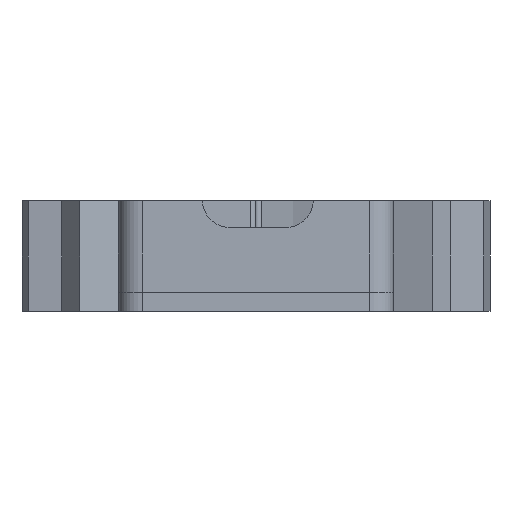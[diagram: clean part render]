
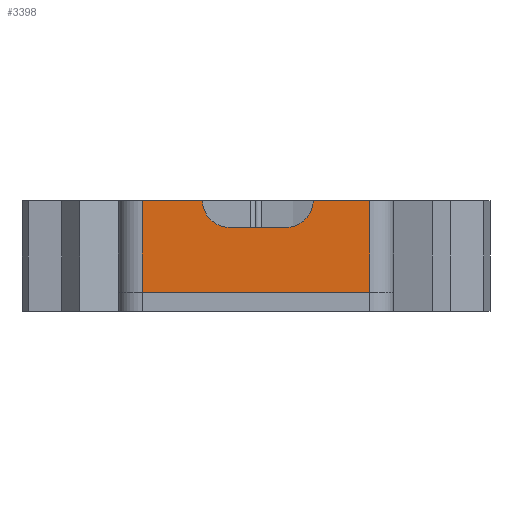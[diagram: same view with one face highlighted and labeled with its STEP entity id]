
A CAD part, left-side view. The second image highlights one B-rep face of the part: STEP entity #3398.
In plain terms, the highlighted planar face has unit normal (-1, 0, 0).
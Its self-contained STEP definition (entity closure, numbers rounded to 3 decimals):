
#72 = PLANE('',#73);
#73 = AXIS2_PLACEMENT_3D('',#74,#75,#76);
#74 = CARTESIAN_POINT('',(41.434,18.288,14.732));
#75 = DIRECTION('',(0.,0.,1.));
#76 = DIRECTION('',(0.,1.,0.));
#672 = VERTEX_POINT('',#673);
#673 = CARTESIAN_POINT('',(0.,10.668,14.732));
#687 = CYLINDRICAL_SURFACE('',#688,3.556);
#688 = AXIS2_PLACEMENT_3D('',#689,#690,#691);
#689 = CARTESIAN_POINT('',(0.,14.224,14.732));
#690 = DIRECTION('',(-1.,0.,0.));
#691 = DIRECTION('',(0.,-1.,0.));
#699 = EDGE_CURVE('',#672,#700,#702,.T.);
#700 = VERTEX_POINT('',#701);
#701 = CARTESIAN_POINT('',(0.,3.175,14.732));
#702 = SURFACE_CURVE('',#703,(#707,#714),.PCURVE_S1.);
#703 = LINE('',#704,#705);
#704 = CARTESIAN_POINT('',(0.,36.576,14.732));
#705 = VECTOR('',#706,1.);
#706 = DIRECTION('',(0.,-1.,0.));
#707 = PCURVE('',#72,#708);
#708 = DEFINITIONAL_REPRESENTATION('',(#709),#713);
#709 = LINE('',#710,#711);
#710 = CARTESIAN_POINT('',(18.288,41.434));
#711 = VECTOR('',#712,1.);
#712 = DIRECTION('',(-1.,0.));
#713 = ( GEOMETRIC_REPRESENTATION_CONTEXT(2) 
PARAMETRIC_REPRESENTATION_CONTEXT() REPRESENTATION_CONTEXT('2D SPACE',''
  ) );
#714 = PCURVE('',#715,#720);
#715 = PLANE('',#716);
#716 = AXIS2_PLACEMENT_3D('',#717,#718,#719);
#717 = CARTESIAN_POINT('',(0.,36.576,2.54));
#718 = DIRECTION('',(1.,0.,0.));
#719 = DIRECTION('',(0.,-1.,0.));
#720 = DEFINITIONAL_REPRESENTATION('',(#721),#725);
#721 = LINE('',#722,#723);
#722 = CARTESIAN_POINT('',(0.,-12.192));
#723 = VECTOR('',#724,1.);
#724 = DIRECTION('',(1.,0.));
#725 = ( GEOMETRIC_REPRESENTATION_CONTEXT(2) 
PARAMETRIC_REPRESENTATION_CONTEXT() REPRESENTATION_CONTEXT('2D SPACE',''
  ) );
#748 = CYLINDRICAL_SURFACE('',#749,3.175);
#749 = AXIS2_PLACEMENT_3D('',#750,#751,#752);
#750 = CARTESIAN_POINT('',(3.175,3.175,2.54));
#751 = DIRECTION('',(0.,0.,1.));
#752 = DIRECTION('',(0.,-1.,0.));
#1532 = VERTEX_POINT('',#1533);
#1533 = CARTESIAN_POINT('',(0.,33.401,14.732));
#1552 = CYLINDRICAL_SURFACE('',#1553,3.175);
#1553 = AXIS2_PLACEMENT_3D('',#1554,#1555,#1556);
#1554 = CARTESIAN_POINT('',(3.175,33.401,2.54));
#1555 = DIRECTION('',(0.,0.,1.));
#1556 = DIRECTION('',(-1.,0.,0.));
#1564 = EDGE_CURVE('',#1532,#1565,#1567,.T.);
#1565 = VERTEX_POINT('',#1566);
#1566 = CARTESIAN_POINT('',(0.,25.4,14.732));
#1567 = SURFACE_CURVE('',#1568,(#1572,#1579),.PCURVE_S1.);
#1568 = LINE('',#1569,#1570);
#1569 = CARTESIAN_POINT('',(0.,36.576,14.732));
#1570 = VECTOR('',#1571,1.);
#1571 = DIRECTION('',(0.,-1.,0.));
#1572 = PCURVE('',#72,#1573);
#1573 = DEFINITIONAL_REPRESENTATION('',(#1574),#1578);
#1574 = LINE('',#1575,#1576);
#1575 = CARTESIAN_POINT('',(18.288,41.434));
#1576 = VECTOR('',#1577,1.);
#1577 = DIRECTION('',(-1.,0.));
#1578 = ( GEOMETRIC_REPRESENTATION_CONTEXT(2) 
PARAMETRIC_REPRESENTATION_CONTEXT() REPRESENTATION_CONTEXT('2D SPACE',''
  ) );
#1579 = PCURVE('',#715,#1580);
#1580 = DEFINITIONAL_REPRESENTATION('',(#1581),#1585);
#1581 = LINE('',#1582,#1583);
#1582 = CARTESIAN_POINT('',(0.,-12.192));
#1583 = VECTOR('',#1584,1.);
#1584 = DIRECTION('',(1.,0.));
#1585 = ( GEOMETRIC_REPRESENTATION_CONTEXT(2) 
PARAMETRIC_REPRESENTATION_CONTEXT() REPRESENTATION_CONTEXT('2D SPACE',''
  ) );
#1603 = CYLINDRICAL_SURFACE('',#1604,3.556);
#1604 = AXIS2_PLACEMENT_3D('',#1605,#1606,#1607);
#1605 = CARTESIAN_POINT('',(0.,21.844,14.732));
#1606 = DIRECTION('',(-1.,0.,0.));
#1607 = DIRECTION('',(0.,-1.,0.));
#1838 = PLANE('',#1839);
#1839 = AXIS2_PLACEMENT_3D('',#1840,#1841,#1842);
#1840 = CARTESIAN_POINT('',(0.,21.844,11.176));
#1841 = DIRECTION('',(0.,0.,-1.));
#1842 = DIRECTION('',(0.,-1.,0.));
#3141 = EDGE_CURVE('',#1565,#3142,#3144,.T.);
#3142 = VERTEX_POINT('',#3143);
#3143 = CARTESIAN_POINT('',(0.,21.844,11.176));
#3144 = SURFACE_CURVE('',#3145,(#3150,#3157),.PCURVE_S1.);
#3145 = CIRCLE('',#3146,3.556);
#3146 = AXIS2_PLACEMENT_3D('',#3147,#3148,#3149);
#3147 = CARTESIAN_POINT('',(0.,21.844,14.732));
#3148 = DIRECTION('',(-1.,0.,0.));
#3149 = DIRECTION('',(0.,-1.,0.));
#3150 = PCURVE('',#1603,#3151);
#3151 = DEFINITIONAL_REPRESENTATION('',(#3152),#3156);
#3152 = LINE('',#3153,#3154);
#3153 = CARTESIAN_POINT('',(0.,0.));
#3154 = VECTOR('',#3155,1.);
#3155 = DIRECTION('',(1.,0.));
#3156 = ( GEOMETRIC_REPRESENTATION_CONTEXT(2) 
PARAMETRIC_REPRESENTATION_CONTEXT() REPRESENTATION_CONTEXT('2D SPACE',''
  ) );
#3157 = PCURVE('',#715,#3158);
#3158 = DEFINITIONAL_REPRESENTATION('',(#3159),#3167);
#3159 = ( BOUNDED_CURVE() B_SPLINE_CURVE(2,(#3160,#3161,#3162,#3163,
#3164,#3165,#3166),.UNSPECIFIED.,.T.,.F.) B_SPLINE_CURVE_WITH_KNOTS((1,2
    ,2,2,2,1),(-2.094,0.,2.094,4.189,
6.283,8.378),.UNSPECIFIED.) CURVE() 
GEOMETRIC_REPRESENTATION_ITEM() RATIONAL_B_SPLINE_CURVE((1.,0.5,1.,0.5,
1.,0.5,1.)) REPRESENTATION_ITEM('') );
#3160 = CARTESIAN_POINT('',(18.288,-12.192));
#3161 = CARTESIAN_POINT('',(18.288,-18.351));
#3162 = CARTESIAN_POINT('',(12.954,-15.272));
#3163 = CARTESIAN_POINT('',(7.62,-12.192));
#3164 = CARTESIAN_POINT('',(12.954,-9.112));
#3165 = CARTESIAN_POINT('',(18.288,-6.033));
#3166 = CARTESIAN_POINT('',(18.288,-12.192));
#3167 = ( GEOMETRIC_REPRESENTATION_CONTEXT(2) 
PARAMETRIC_REPRESENTATION_CONTEXT() REPRESENTATION_CONTEXT('2D SPACE',''
  ) );
#3398 = ADVANCED_FACE('',(#3399),#715,.F.);
#3399 = FACE_BOUND('',#3400,.F.);
#3400 = EDGE_LOOP('',(#3401,#3431,#3452,#3453,#3454,#3477,#3503,#3504));
#3401 = ORIENTED_EDGE('',*,*,#3402,.F.);
#3402 = EDGE_CURVE('',#3403,#3405,#3407,.T.);
#3403 = VERTEX_POINT('',#3404);
#3404 = CARTESIAN_POINT('',(0.,33.401,2.54));
#3405 = VERTEX_POINT('',#3406);
#3406 = CARTESIAN_POINT('',(0.,3.175,2.54));
#3407 = SURFACE_CURVE('',#3408,(#3412,#3419),.PCURVE_S1.);
#3408 = LINE('',#3409,#3410);
#3409 = CARTESIAN_POINT('',(0.,36.576,2.54));
#3410 = VECTOR('',#3411,1.);
#3411 = DIRECTION('',(0.,-1.,0.));
#3412 = PCURVE('',#715,#3413);
#3413 = DEFINITIONAL_REPRESENTATION('',(#3414),#3418);
#3414 = LINE('',#3415,#3416);
#3415 = CARTESIAN_POINT('',(0.,0.));
#3416 = VECTOR('',#3417,1.);
#3417 = DIRECTION('',(1.,0.));
#3418 = ( GEOMETRIC_REPRESENTATION_CONTEXT(2) 
PARAMETRIC_REPRESENTATION_CONTEXT() REPRESENTATION_CONTEXT('2D SPACE',''
  ) );
#3419 = PCURVE('',#3420,#3425);
#3420 = PLANE('',#3421);
#3421 = AXIS2_PLACEMENT_3D('',#3422,#3423,#3424);
#3422 = CARTESIAN_POINT('',(0.,36.576,0.));
#3423 = DIRECTION('',(1.,0.,0.));
#3424 = DIRECTION('',(0.,-1.,0.));
#3425 = DEFINITIONAL_REPRESENTATION('',(#3426),#3430);
#3426 = LINE('',#3427,#3428);
#3427 = CARTESIAN_POINT('',(0.,-2.54));
#3428 = VECTOR('',#3429,1.);
#3429 = DIRECTION('',(1.,0.));
#3430 = ( GEOMETRIC_REPRESENTATION_CONTEXT(2) 
PARAMETRIC_REPRESENTATION_CONTEXT() REPRESENTATION_CONTEXT('2D SPACE',''
  ) );
#3431 = ORIENTED_EDGE('',*,*,#3432,.T.);
#3432 = EDGE_CURVE('',#3403,#1532,#3433,.T.);
#3433 = SURFACE_CURVE('',#3434,(#3438,#3445),.PCURVE_S1.);
#3434 = LINE('',#3435,#3436);
#3435 = CARTESIAN_POINT('',(0.,33.401,2.54));
#3436 = VECTOR('',#3437,1.);
#3437 = DIRECTION('',(0.,0.,1.));
#3438 = PCURVE('',#715,#3439);
#3439 = DEFINITIONAL_REPRESENTATION('',(#3440),#3444);
#3440 = LINE('',#3441,#3442);
#3441 = CARTESIAN_POINT('',(3.175,0.));
#3442 = VECTOR('',#3443,1.);
#3443 = DIRECTION('',(0.,-1.));
#3444 = ( GEOMETRIC_REPRESENTATION_CONTEXT(2) 
PARAMETRIC_REPRESENTATION_CONTEXT() REPRESENTATION_CONTEXT('2D SPACE',''
  ) );
#3445 = PCURVE('',#1552,#3446);
#3446 = DEFINITIONAL_REPRESENTATION('',(#3447),#3451);
#3447 = LINE('',#3448,#3449);
#3448 = CARTESIAN_POINT('',(-0.,0.));
#3449 = VECTOR('',#3450,1.);
#3450 = DIRECTION('',(-0.,1.));
#3451 = ( GEOMETRIC_REPRESENTATION_CONTEXT(2) 
PARAMETRIC_REPRESENTATION_CONTEXT() REPRESENTATION_CONTEXT('2D SPACE',''
  ) );
#3452 = ORIENTED_EDGE('',*,*,#1564,.T.);
#3453 = ORIENTED_EDGE('',*,*,#3141,.T.);
#3454 = ORIENTED_EDGE('',*,*,#3455,.T.);
#3455 = EDGE_CURVE('',#3142,#3456,#3458,.T.);
#3456 = VERTEX_POINT('',#3457);
#3457 = CARTESIAN_POINT('',(0.,14.224,11.176));
#3458 = SURFACE_CURVE('',#3459,(#3463,#3470),.PCURVE_S1.);
#3459 = LINE('',#3460,#3461);
#3460 = CARTESIAN_POINT('',(0.,21.844,11.176));
#3461 = VECTOR('',#3462,1.);
#3462 = DIRECTION('',(0.,-1.,0.));
#3463 = PCURVE('',#715,#3464);
#3464 = DEFINITIONAL_REPRESENTATION('',(#3465),#3469);
#3465 = LINE('',#3466,#3467);
#3466 = CARTESIAN_POINT('',(14.732,-8.636));
#3467 = VECTOR('',#3468,1.);
#3468 = DIRECTION('',(1.,0.));
#3469 = ( GEOMETRIC_REPRESENTATION_CONTEXT(2) 
PARAMETRIC_REPRESENTATION_CONTEXT() REPRESENTATION_CONTEXT('2D SPACE',''
  ) );
#3470 = PCURVE('',#1838,#3471);
#3471 = DEFINITIONAL_REPRESENTATION('',(#3472),#3476);
#3472 = LINE('',#3473,#3474);
#3473 = CARTESIAN_POINT('',(0.,-0.));
#3474 = VECTOR('',#3475,1.);
#3475 = DIRECTION('',(1.,0.));
#3476 = ( GEOMETRIC_REPRESENTATION_CONTEXT(2) 
PARAMETRIC_REPRESENTATION_CONTEXT() REPRESENTATION_CONTEXT('2D SPACE',''
  ) );
#3477 = ORIENTED_EDGE('',*,*,#3478,.T.);
#3478 = EDGE_CURVE('',#3456,#672,#3479,.T.);
#3479 = SURFACE_CURVE('',#3480,(#3485,#3496),.PCURVE_S1.);
#3480 = CIRCLE('',#3481,3.556);
#3481 = AXIS2_PLACEMENT_3D('',#3482,#3483,#3484);
#3482 = CARTESIAN_POINT('',(0.,14.224,14.732));
#3483 = DIRECTION('',(-1.,0.,0.));
#3484 = DIRECTION('',(0.,-1.,0.));
#3485 = PCURVE('',#715,#3486);
#3486 = DEFINITIONAL_REPRESENTATION('',(#3487),#3495);
#3487 = ( BOUNDED_CURVE() B_SPLINE_CURVE(2,(#3488,#3489,#3490,#3491,
#3492,#3493,#3494),.UNSPECIFIED.,.T.,.F.) B_SPLINE_CURVE_WITH_KNOTS((1,2
    ,2,2,2,1),(-2.094,0.,2.094,4.189,
6.283,8.378),.UNSPECIFIED.) CURVE() 
GEOMETRIC_REPRESENTATION_ITEM() RATIONAL_B_SPLINE_CURVE((1.,0.5,1.,0.5,
1.,0.5,1.)) REPRESENTATION_ITEM('') );
#3488 = CARTESIAN_POINT('',(25.908,-12.192));
#3489 = CARTESIAN_POINT('',(25.908,-18.351));
#3490 = CARTESIAN_POINT('',(20.574,-15.272));
#3491 = CARTESIAN_POINT('',(15.24,-12.192));
#3492 = CARTESIAN_POINT('',(20.574,-9.112));
#3493 = CARTESIAN_POINT('',(25.908,-6.033));
#3494 = CARTESIAN_POINT('',(25.908,-12.192));
#3495 = ( GEOMETRIC_REPRESENTATION_CONTEXT(2) 
PARAMETRIC_REPRESENTATION_CONTEXT() REPRESENTATION_CONTEXT('2D SPACE',''
  ) );
#3496 = PCURVE('',#687,#3497);
#3497 = DEFINITIONAL_REPRESENTATION('',(#3498),#3502);
#3498 = LINE('',#3499,#3500);
#3499 = CARTESIAN_POINT('',(0.,0.));
#3500 = VECTOR('',#3501,1.);
#3501 = DIRECTION('',(1.,0.));
#3502 = ( GEOMETRIC_REPRESENTATION_CONTEXT(2) 
PARAMETRIC_REPRESENTATION_CONTEXT() REPRESENTATION_CONTEXT('2D SPACE',''
  ) );
#3503 = ORIENTED_EDGE('',*,*,#699,.T.);
#3504 = ORIENTED_EDGE('',*,*,#3505,.F.);
#3505 = EDGE_CURVE('',#3405,#700,#3506,.T.);
#3506 = SURFACE_CURVE('',#3507,(#3511,#3518),.PCURVE_S1.);
#3507 = LINE('',#3508,#3509);
#3508 = CARTESIAN_POINT('',(0.,3.175,2.54));
#3509 = VECTOR('',#3510,1.);
#3510 = DIRECTION('',(0.,0.,1.));
#3511 = PCURVE('',#715,#3512);
#3512 = DEFINITIONAL_REPRESENTATION('',(#3513),#3517);
#3513 = LINE('',#3514,#3515);
#3514 = CARTESIAN_POINT('',(33.401,0.));
#3515 = VECTOR('',#3516,1.);
#3516 = DIRECTION('',(0.,-1.));
#3517 = ( GEOMETRIC_REPRESENTATION_CONTEXT(2) 
PARAMETRIC_REPRESENTATION_CONTEXT() REPRESENTATION_CONTEXT('2D SPACE',''
  ) );
#3518 = PCURVE('',#748,#3519);
#3519 = DEFINITIONAL_REPRESENTATION('',(#3520),#3524);
#3520 = LINE('',#3521,#3522);
#3521 = CARTESIAN_POINT('',(-1.571,0.));
#3522 = VECTOR('',#3523,1.);
#3523 = DIRECTION('',(-0.,1.));
#3524 = ( GEOMETRIC_REPRESENTATION_CONTEXT(2) 
PARAMETRIC_REPRESENTATION_CONTEXT() REPRESENTATION_CONTEXT('2D SPACE',''
  ) );
